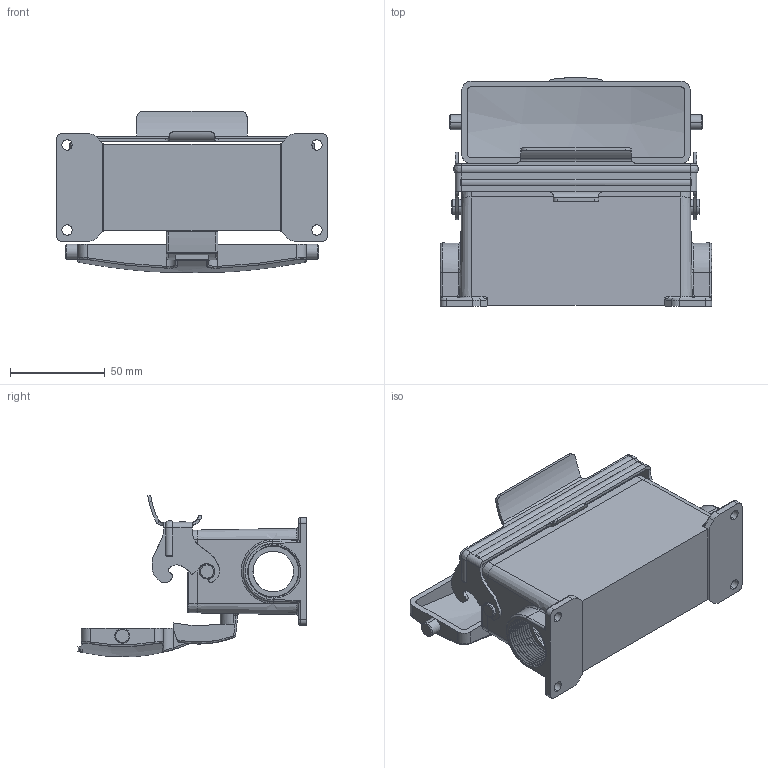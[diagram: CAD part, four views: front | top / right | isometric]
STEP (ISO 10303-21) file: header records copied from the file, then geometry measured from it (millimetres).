
FILE_DESCRIPTION (( 'STEP AP214' ), '1' );
FILE_NAME ('ZP-MC24B-2-SSM21C.step', '2015-08-12T18:08:17', ( '' ), ( '' ), 'SwSTEP 2.0', 'SolidWorks 2014', '' );
FILE_SCHEMA (( 'AUTOMOTIVE_DESIGN' ));
Length unit declared in the file: millimetre
Products named in the file (1): ZP-MC24B-2-SSM21C
Bounding box: 143.32 x 120.92 x 85.15 mm (x, y, z)
Volume: 172644.3 mm3; surface area: 86113.2 mm2
Topology: 3 solids, 3 shells, 430 faces, 1101 edges, 679 vertices
Faces by surface type: cylinder 162, plane 151, bspline 61, cone 25, torus 25, sphere 6
Entity records: 23103 total; most frequent: CARTESIAN_POINT 10395, ORIENTED_EDGE 2186, DIRECTION 1827, EDGE_CURVE 1093, VERTEX_POINT 679, AXIS2_PLACEMENT_3D 665, VECTOR 497, LINE 497
